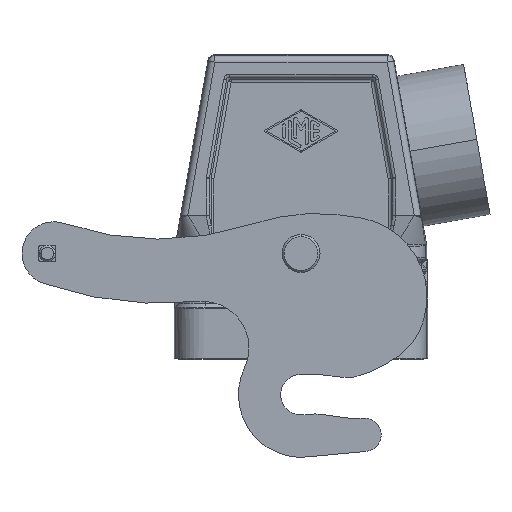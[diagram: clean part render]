
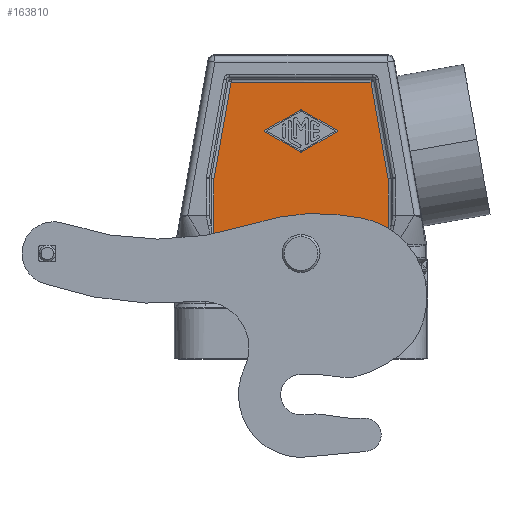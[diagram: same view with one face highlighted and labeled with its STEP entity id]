
A CAD part, left-side view. The second image highlights one B-rep face of the part: STEP entity #163810.
In plain terms, the highlighted planar face has unit normal (-1, 0, 0).
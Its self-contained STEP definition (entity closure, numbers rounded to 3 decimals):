
#26070=CARTESIAN_POINT('',(27.874,29.724,
28.542));
#26080=VERTEX_POINT('',#26070);
#26240=CARTESIAN_POINT('',(27.874,70.896,
28.542));
#26250=VERTEX_POINT('',#26240);
#26280=CARTESIAN_POINT('',(27.874,0.,28.542));
#26290=DIRECTION('',(0.,1.,0.));
#26300=VECTOR('',#26290,1.);
#26310=LINE('',#26280,#26300);
#26320=EDGE_CURVE('',#26080,#26250,#26310,.T.);
#33340=CARTESIAN_POINT('',(27.874,58.892,
54.145));
#33350=VERTEX_POINT('',#33340);
#33530=CARTESIAN_POINT('',(27.874,58.892,
53.855));
#33540=VERTEX_POINT('',#33530);
#33570=CARTESIAN_POINT('',(27.874,58.809,54.));
#33580=DIRECTION('',(-1.,0.,0.));
#33590=DIRECTION('',(0.,-1.,0.));
#33600=AXIS2_PLACEMENT_3D('',#33570,#33580,#33590);
#33610=CIRCLE('',#33600,0.167);
#33620=EDGE_CURVE('',#33350,#33540,#33610,.T.);
#39760=CARTESIAN_POINT('',(27.874,41.728,
53.855));
#39770=VERTEX_POINT('',#39760);
#39950=CARTESIAN_POINT('',(27.874,41.728,
54.145));
#39960=VERTEX_POINT('',#39950);
#39990=CARTESIAN_POINT('',(27.874,41.811,54.));
#40000=DIRECTION('',(-1.,0.,0.));
#40010=DIRECTION('',(0.,-1.,0.));
#40020=AXIS2_PLACEMENT_3D('',#39990,#40000,#40010);
#40030=CIRCLE('',#40020,0.167);
#40040=EDGE_CURVE('',#39770,#39960,#40030,.T.);
#46270=CARTESIAN_POINT('',(27.874,50.145,
49.044));
#46280=VERTEX_POINT('',#46270);
#46330=CARTESIAN_POINT('',(27.874,0.,77.707));
#46340=DIRECTION('',(0.,0.868,-0.496));
#46350=VECTOR('',#46340,1.);
#46360=LINE('',#46330,#46350);
#46370=EDGE_CURVE('',#39770,#46280,#46360,.T.);
#47050=CARTESIAN_POINT('',(27.874,50.475,
58.956));
#47060=VERTEX_POINT('',#47050);
#47110=CARTESIAN_POINT('',(27.874,0.,87.807));
#47120=DIRECTION('',(0.,-0.868,0.496));
#47130=VECTOR('',#47120,1.);
#47140=LINE('',#47110,#47130);
#47150=EDGE_CURVE('',#33350,#47060,#47140,.T.);
#48320=CARTESIAN_POINT('',(27.874,50.145,
58.956));
#48330=VERTEX_POINT('',#48320);
#48380=CARTESIAN_POINT('',(27.874,50.31,58.666));
#48390=DIRECTION('',(-1.,0.,0.));
#48400=DIRECTION('',(0.,-1.,0.));
#48410=AXIS2_PLACEMENT_3D('',#48380,#48390,#48400);
#48420=CIRCLE('',#48410,0.333);
#48430=EDGE_CURVE('',#48330,#47060,#48420,.T.);
#79400=CARTESIAN_POINT('',(27.874,0.,30.293));
#79410=DIRECTION('',(0.,-0.868,-0.496));
#79420=VECTOR('',#79410,1.);
#79430=LINE('',#79400,#79420);
#79440=EDGE_CURVE('',#48330,#39960,#79430,.T.);
#105100=CARTESIAN_POINT('',(27.874,50.475,
49.044));
#105110=VERTEX_POINT('',#105100);
#105160=CARTESIAN_POINT('',(27.874,50.31,49.334));
#105170=DIRECTION('',(-1.,0.,0.));
#105180=DIRECTION('',(0.,-1.,0.));
#105190=AXIS2_PLACEMENT_3D('',#105160,#105170,#105180);
#105200=CIRCLE('',#105190,0.333);
#105210=EDGE_CURVE('',#105110,#46280,#105200,.T.);
#146730=CARTESIAN_POINT('',(27.874,0.,20.193));
#146740=DIRECTION('',(0.,0.868,0.496));
#146750=VECTOR('',#146740,1.);
#146760=LINE('',#146730,#146750);
#146770=EDGE_CURVE('',#105110,#33540,#146760,.T.);
#163250=CARTESIAN_POINT('',(27.874,64.361,
44.579));
#163260=DIRECTION('',(1.,0.,0.));
#163270=DIRECTION('',(0.,1.,0.));
#163280=AXIS2_PLACEMENT_3D('',#163250,#163260,#163270);
#163290=PLANE('',#163280);
#163300=ORIENTED_EDGE('',*,*,#33620,.F.);
#163310=ORIENTED_EDGE('',*,*,#146770,.T.);
#163320=ORIENTED_EDGE('',*,*,#105210,.F.);
#163330=ORIENTED_EDGE('',*,*,#46370,.T.);
#163340=ORIENTED_EDGE('',*,*,#40040,.F.);
#163350=ORIENTED_EDGE('',*,*,#79440,.T.);
#163360=ORIENTED_EDGE('',*,*,#48430,.F.);
#163370=ORIENTED_EDGE('',*,*,#47150,.T.);
#163380=EDGE_LOOP('',(#163370,#163360,#163350,#163340,#163330,#163320,
#163310,#163300));
#163390=FACE_BOUND('',#163380,.T.);
#163400=CARTESIAN_POINT('',(27.874,70.896,12.));
#163410=DIRECTION('',(0.,0.,1.));
#163420=VECTOR('',#163410,1.);
#163430=LINE('',#163400,#163420);
#163440=CARTESIAN_POINT('',(27.874,70.896,
42.701));
#163450=VERTEX_POINT('',#163440);
#163460=EDGE_CURVE('',#26250,#163450,#163430,.T.);
#163470=ORIENTED_EDGE('',*,*,#163460,.F.);
#163480=CARTESIAN_POINT('',(27.874,76.309,12.));
#163490=DIRECTION('',(0.,-0.174,0.985));
#163500=VECTOR('',#163490,1.);
#163510=LINE('',#163480,#163500);
#163520=CARTESIAN_POINT('',(27.874,66.861,
65.586));
#163530=VERTEX_POINT('',#163520);
#163540=EDGE_CURVE('',#163450,#163530,#163510,.T.);
#163550=ORIENTED_EDGE('',*,*,#163540,.F.);
#163560=CARTESIAN_POINT('',(27.874,0.,65.586));
#163570=DIRECTION('',(0.,-1.,0.));
#163580=VECTOR('',#163570,1.);
#163590=LINE('',#163560,#163580);
#163600=CARTESIAN_POINT('',(27.874,33.759,
65.586));
#163610=VERTEX_POINT('',#163600);
#163620=EDGE_CURVE('',#163530,#163610,#163590,.T.);
#163630=ORIENTED_EDGE('',*,*,#163620,.F.);
#163640=CARTESIAN_POINT('',(27.874,24.311,12.));
#163650=DIRECTION('',(0.,0.174,0.985));
#163660=VECTOR('',#163650,1.);
#163670=LINE('',#163640,#163660);
#163680=CARTESIAN_POINT('',(27.874,29.724,
42.701));
#163690=VERTEX_POINT('',#163680);
#163700=EDGE_CURVE('',#163690,#163610,#163670,.T.);
#163710=ORIENTED_EDGE('',*,*,#163700,.T.);
#163720=CARTESIAN_POINT('',(27.874,29.724,12.));
#163730=DIRECTION('',(0.,0.,1.));
#163740=VECTOR('',#163730,1.);
#163750=LINE('',#163720,#163740);
#163760=EDGE_CURVE('',#26080,#163690,#163750,.T.);
#163770=ORIENTED_EDGE('',*,*,#163760,.T.);
#163780=ORIENTED_EDGE('',*,*,#26320,.F.);
#163790=EDGE_LOOP('',(#163780,#163770,#163710,#163630,#163550,#163470));
#163800=FACE_OUTER_BOUND('',#163790,.T.);
#163810=ADVANCED_FACE('',(#163390,#163800),#163290,.F.);
